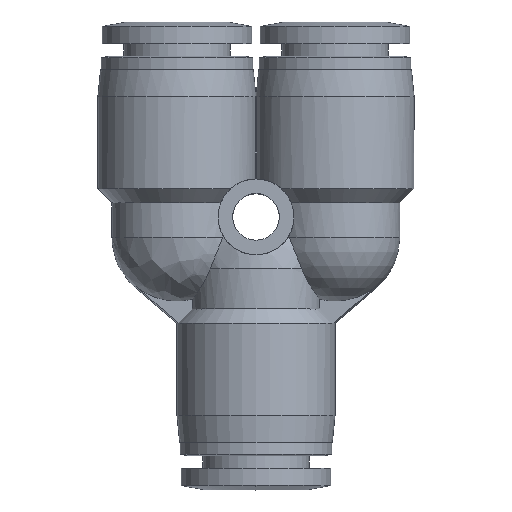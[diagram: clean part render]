
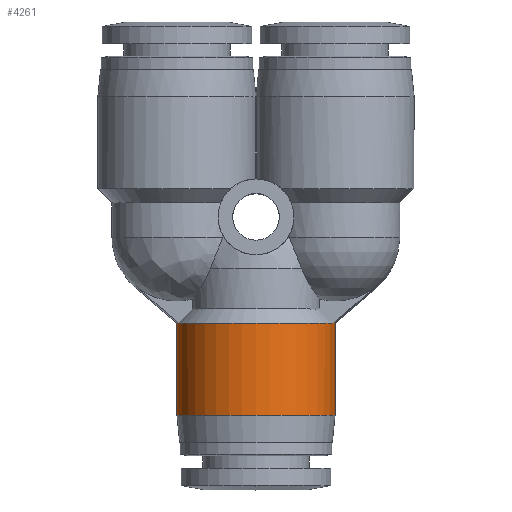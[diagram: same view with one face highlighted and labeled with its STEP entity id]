
A CAD part, top view. The second image highlights one B-rep face of the part: STEP entity #4261.
In plain terms, the highlighted cylindrical face has radius 7.3 mm (diameter 14.6 mm), a partial arc.
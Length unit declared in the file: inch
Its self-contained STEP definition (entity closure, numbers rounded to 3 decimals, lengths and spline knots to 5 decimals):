
#17 = CARTESIAN_POINT ( 'NONE',  ( 0.2874, 0.16732, 0. ) ) ;
#121 = CARTESIAN_POINT ( 'NONE',  ( -0.28316, 0.33465, 0.04921 ) ) ;
#241 = ORIENTED_EDGE ( 'NONE', *, *, #566, .F. ) ;
#566 = EDGE_CURVE ( 'NONE', #3910, #4253, #1083, .T. ) ;
#588 = CYLINDRICAL_SURFACE ( 'NONE', #1701, 0.2874 ) ;
#816 = DIRECTION ( 'NONE',  ( 0., 1., 0. ) ) ;
#829 = LINE ( 'NONE', #3847, #3049 ) ;
#879 = CARTESIAN_POINT ( 'NONE',  ( 0.28316, 0.33465, 0.04921 ) ) ;
#1069 = EDGE_CURVE ( 'NONE', #3910, #2172, #4673, .T. ) ;
#1083 = CIRCLE ( 'NONE', #5306, 0.2874 ) ;
#1335 = CARTESIAN_POINT ( 'NONE',  ( -0.28316, 0.33465, 0.04921 ) ) ;
#1499 = CARTESIAN_POINT ( 'NONE',  ( 0., 0.33465, 0. ) ) ;
#1536 = ORIENTED_EDGE ( 'NONE', *, *, #5143, .T. ) ;
#1701 = AXIS2_PLACEMENT_3D ( 'NONE', #2576, #816, #5698 ) ;
#1847 = EDGE_CURVE ( 'NONE', #4343, #4547, #3460, .T. ) ;
#1943 = DIRECTION ( 'NONE',  ( -1., 0., 0. ) ) ;
#1957 = CARTESIAN_POINT ( 'NONE',  ( 0.28599, 0.33465, 0.03293 ) ) ;
#2172 = VERTEX_POINT ( 'NONE', #2663 ) ;
#2225 = CARTESIAN_POINT ( 'NONE',  ( -0.2874, 0.33465, 0. ) ) ;
#2427 = ORIENTED_EDGE ( 'NONE', *, *, #1069, .T. ) ;
#2453 = CARTESIAN_POINT ( 'NONE',  ( 0., 0., 0. ) ) ;
#2474 = CARTESIAN_POINT ( 'NONE',  ( -0.2874, 0.33465, 0. ) ) ;
#2492 = VERTEX_POINT ( 'NONE', #2474 ) ;
#2576 = CARTESIAN_POINT ( 'NONE',  ( 0., 0.16732, 0. ) ) ;
#2596 = DIRECTION ( 'NONE',  ( -1., 0., 0. ) ) ;
#2620 = EDGE_CURVE ( 'NONE', #4253, #2492, #829, .T. ) ;
#2663 = CARTESIAN_POINT ( 'NONE',  ( 0.2874, 0.33465, 0. ) ) ;
#3049 = VECTOR ( 'NONE', #3376, 39.37008 ) ;
#3137 = B_SPLINE_CURVE_WITH_KNOTS ( 'NONE', 3,
 ( #1335, #4011, #4917, #2225 ),
 .UNSPECIFIED., .F., .F.,
 ( 4, 4 ),
 ( 0., 0.00125 ),
 .UNSPECIFIED. ) ;
#3294 = CARTESIAN_POINT ( 'NONE',  ( 0.2874, 0.33465, 0.01652 ) ) ;
#3325 = DIRECTION ( 'NONE',  ( 0., 1., 0. ) ) ;
#3376 = DIRECTION ( 'NONE',  ( 0., 1., 0. ) ) ;
#3460 = CIRCLE ( 'NONE', #4906, 0.2874 ) ;
#3732 = CARTESIAN_POINT ( 'NONE',  ( 0.2874, 0.33465, 0. ) ) ;
#3847 = CARTESIAN_POINT ( 'NONE',  ( -0.2874, 0.16732, 0. ) ) ;
#3878 = ORIENTED_EDGE ( 'NONE', *, *, #4050, .T. ) ;
#3910 = VERTEX_POINT ( 'NONE', #4049 ) ;
#4011 = CARTESIAN_POINT ( 'NONE',  ( -0.28599, 0.33465, 0.03293 ) ) ;
#4049 = CARTESIAN_POINT ( 'NONE',  ( 0.2874, 0., 0. ) ) ;
#4050 = EDGE_CURVE ( 'NONE', #2172, #4343, #4435, .T. ) ;
#4253 = VERTEX_POINT ( 'NONE', #4781 ) ;
#4261 = ADVANCED_FACE ( 'NONE', ( #5707 ), #588, .T. ) ;
#4308 = DIRECTION ( 'NONE',  ( 0., -1., 0. ) ) ;
#4343 = VERTEX_POINT ( 'NONE', #879 ) ;
#4435 = B_SPLINE_CURVE_WITH_KNOTS ( 'NONE', 3,
 ( #3732, #3294, #1957, #5087 ),
 .UNSPECIFIED., .F., .F.,
 ( 4, 4 ),
 ( 0.00126, 0.00251 ),
 .UNSPECIFIED. ) ;
#4509 = ORIENTED_EDGE ( 'NONE', *, *, #2620, .F. ) ;
#4547 = VERTEX_POINT ( 'NONE', #121 ) ;
#4590 = VECTOR ( 'NONE', #3325, 39.37008 ) ;
#4628 = DIRECTION ( 'NONE',  ( 0., -1., 0. ) ) ;
#4673 = LINE ( 'NONE', #17, #4590 ) ;
#4781 = CARTESIAN_POINT ( 'NONE',  ( -0.2874, 0., 0. ) ) ;
#4828 = ORIENTED_EDGE ( 'NONE', *, *, #1847, .T. ) ;
#4906 = AXIS2_PLACEMENT_3D ( 'NONE', #1499, #4628, #1943 ) ;
#4917 = CARTESIAN_POINT ( 'NONE',  ( -0.2874, 0.33465, 0.01653 ) ) ;
#5087 = CARTESIAN_POINT ( 'NONE',  ( 0.28316, 0.33465, 0.04921 ) ) ;
#5097 = EDGE_LOOP ( 'NONE', ( #241, #2427, #3878, #4828, #1536, #4509 ) ) ;
#5143 = EDGE_CURVE ( 'NONE', #4547, #2492, #3137, .T. ) ;
#5306 = AXIS2_PLACEMENT_3D ( 'NONE', #2453, #4308, #2596 ) ;
#5698 = DIRECTION ( 'NONE',  ( -1., 0., 0. ) ) ;
#5707 = FACE_OUTER_BOUND ( 'NONE', #5097, .T. ) ;
